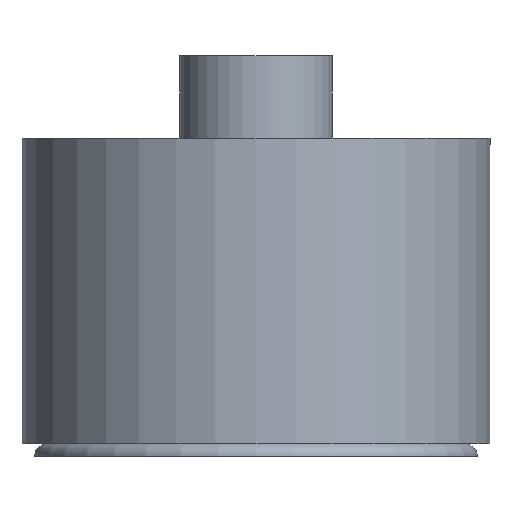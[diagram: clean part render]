
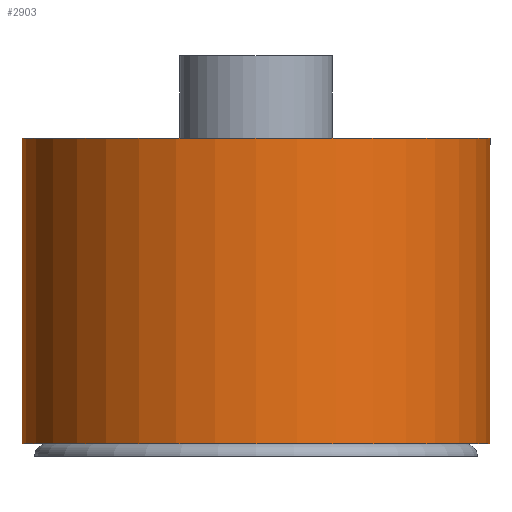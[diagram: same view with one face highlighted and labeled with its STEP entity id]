
A CAD part, front view. The second image highlights one B-rep face of the part: STEP entity #2903.
In plain terms, the highlighted cylindrical face has radius 18.4 mm (diameter 36.8 mm), a partial arc.
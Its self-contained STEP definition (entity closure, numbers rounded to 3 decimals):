
#2903=ADVANCED_FACE('',(#3361),#3279,.T.);
#3279=CYLINDRICAL_SURFACE('',#8708,18.4);
#3361=FACE_OUTER_BOUND('',#3739,.T.);
#3739=EDGE_LOOP('',(#4462,#4463,#4464,#4465));
#4177=CIRCLE('',#8684,18.4);
#4194=CIRCLE('',#8706,18.4);
#4462=ORIENTED_EDGE('',*,*,#6580,.F.);
#4463=ORIENTED_EDGE('',*,*,#6610,.F.);
#4464=ORIENTED_EDGE('',*,*,#6582,.T.);
#4465=ORIENTED_EDGE('',*,*,#6591,.T.);
#6070=VERTEX_POINT('',#11146);
#6071=VERTEX_POINT('',#11147);
#6072=VERTEX_POINT('',#11149);
#6073=VERTEX_POINT('',#11151);
#6580=EDGE_CURVE('',#6070,#6072,#7369,.T.);
#6582=EDGE_CURVE('',#6071,#6073,#7370,.T.);
#6591=EDGE_CURVE('',#6073,#6072,#4177,.T.);
#6610=EDGE_CURVE('',#6071,#6070,#4194,.T.);
#7369=LINE('',#11148,#8005);
#7370=LINE('',#11152,#8006);
#8005=VECTOR('',#9350,1.);
#8006=VECTOR('',#9353,1.);
#8684=AXIS2_PLACEMENT_3D('',#11172,#9372,#9373);
#8706=AXIS2_PLACEMENT_3D('',#11246,#9416,#9417);
#8708=AXIS2_PLACEMENT_3D('',#11248,#9420,#9421);
#9350=DIRECTION('',(0.,0.,1.));
#9353=DIRECTION('',(0.,0.,1.));
#9372=DIRECTION('',(0.,0.,-1.));
#9373=DIRECTION('',(-1.,0.,0.));
#9416=DIRECTION('',(0.,0.,-1.));
#9417=DIRECTION('',(-1.,0.,0.));
#9420=DIRECTION('',(0.,0.,1.));
#9421=DIRECTION('',(-1.,0.,0.));
#11146=CARTESIAN_POINT('',(-18.4,0.,1.));
#11147=CARTESIAN_POINT('',(18.4,0.,1.));
#11148=CARTESIAN_POINT('',(-18.4,0.,1.));
#11149=CARTESIAN_POINT('',(-18.4,0.,25.));
#11151=CARTESIAN_POINT('',(18.4,0.,25.));
#11152=CARTESIAN_POINT('',(18.4,0.,1.));
#11172=CARTESIAN_POINT('',(0.,0.,25.));
#11246=CARTESIAN_POINT('',(0.,0.,1.));
#11248=CARTESIAN_POINT('',(0.,0.,1.));
